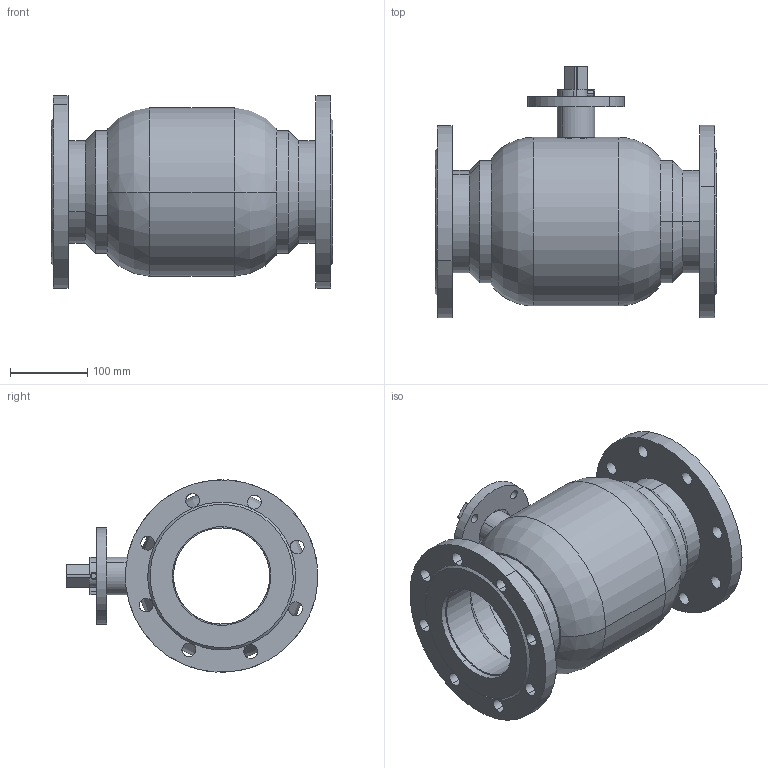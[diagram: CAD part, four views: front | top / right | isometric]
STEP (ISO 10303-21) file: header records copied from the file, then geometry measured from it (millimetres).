
FILE_DESCRIPTION (( 'STEP AP214' ), '1' );
FILE_NAME ('通径DN125法兰球阀-蜗轮盘PN16.STEP', '2026-01-29T02:29:04', ( '' ), ( '' ), 'SwSTEP 2.0', 'SolidWorks 2022', '' );
FILE_SCHEMA (( 'AUTOMOTIVE_DESIGN' ));
Length unit declared in the file: millimetre
Products named in the file (8): Q61F-150-1概极樓馱; Q61F-150-16詩种; 概裝蜊傻; 通径DN125法兰球阀-蜗轮盘PN16; 125-150攫 - 萵掛; Q61F-150-5粣杶; 125楊擘 -1.6; 125 籵噤傻諉
Assembly tree (9 placements, depth 2):
  通径DN125法兰球阀-蜗轮盘PN16
    Q61F-150-1概极樓馱
    Q61F-150-5粣杶
    概裝蜊傻
    Q61F-150-16詩种
    125 籵噤傻諉  x2
    125-150攫 - 萵掛
    125楊擘 -1.6  x2
Bounding box: 366 x 326.98 x 249.96 mm (x, y, z)
Volume: 3117331.4 mm3; surface area: 774842.5 mm2
Topology: 9 solids, 9 shells, 221 faces, 541 edges, 338 vertices
Faces by surface type: cylinder 123, plane 60, cone 20, torus 14, bspline 4
Entity records: 8972 total; most frequent: CARTESIAN_POINT 4219, DIRECTION 977, ORIENTED_EDGE 830, EDGE_CURVE 415, AXIS2_PLACEMENT_3D 410, VERTEX_POINT 262, CIRCLE 230, EDGE_LOOP 215
